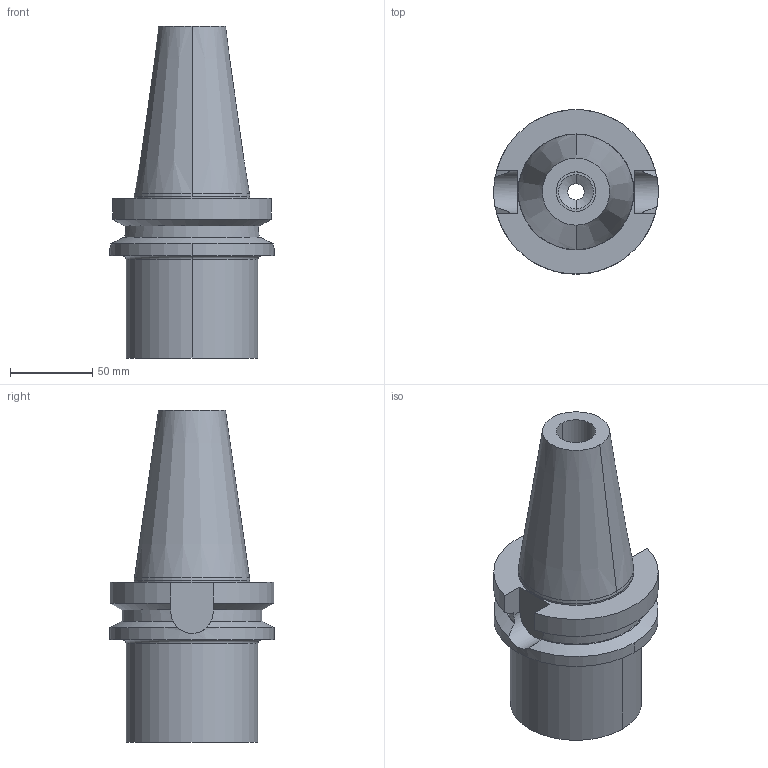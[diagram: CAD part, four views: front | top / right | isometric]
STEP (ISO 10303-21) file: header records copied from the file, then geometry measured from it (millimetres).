
FILE_DESCRIPTION((''),'2;1');
FILE_NAME('8423508068','2021-10-13T07:35:50',('thiemer'),(''),'CREO PARAMETRIC BY PTC INC, 2021164','CREO PARAMETRIC BY PTC INC, 2021164','');
FILE_SCHEMA(('AUTOMOTIVE_DESIGN { 1 0 10303 214 1 1 1 1 }'));
Length unit declared in the file: millimetre
Products named in the file (1): 8423508068
Bounding box: 100 x 100 x 201.8 mm (x, y, z)
Volume: 704462.5 mm3; surface area: 74085.2 mm2
Topology: 1 solids, 1 shells, 49 faces, 118 edges, 76 vertices
Faces by surface type: cylinder 20, plane 17, cone 10, torus 2
Entity records: 2193 total; most frequent: CARTESIAN_POINT 366, DIRECTION 292, ORIENTED_EDGE 236, PRESENTATION_STYLE_ASSIGNMENT 132, STYLED_ITEM 132, CURVE_STYLE 131, EDGE_CURVE 118, AXIS2_PLACEMENT_3D 116
